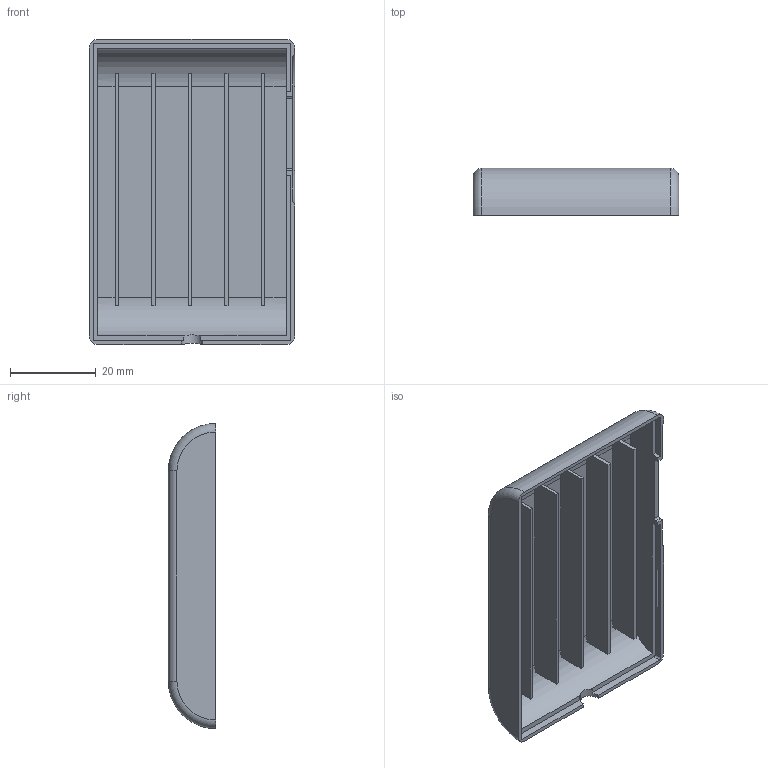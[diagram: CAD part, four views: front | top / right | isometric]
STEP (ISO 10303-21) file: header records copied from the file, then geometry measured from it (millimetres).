
FILE_DESCRIPTION (( 'STEP AP203' ), '1' );
FILE_NAME ('bitalinocima - step.STEP', '2014-04-16T11:15:23', ( '' ), ( '' ), 'SwSTEP 2.0', 'SolidWorks 2013', '' );
FILE_SCHEMA (( 'CONFIG_CONTROL_DESIGN' ));
Length unit declared in the file: millimetre
Products named in the file (1): bitalinocima - step
Bounding box: 47.8 x 11 x 71 mm (x, y, z)
Volume: 10351.7 mm3; surface area: 14132.3 mm2
Topology: 1 solids, 1 shells, 84 faces, 239 edges, 158 vertices
Faces by surface type: plane 62, cylinder 16, torus 6
Entity records: 2858 total; most frequent: CARTESIAN_POINT 528, ORIENTED_EDGE 478, DIRECTION 475, EDGE_CURVE 239, VECTOR 169, LINE 169, VERTEX_POINT 158, AXIS2_PLACEMENT_3D 153
